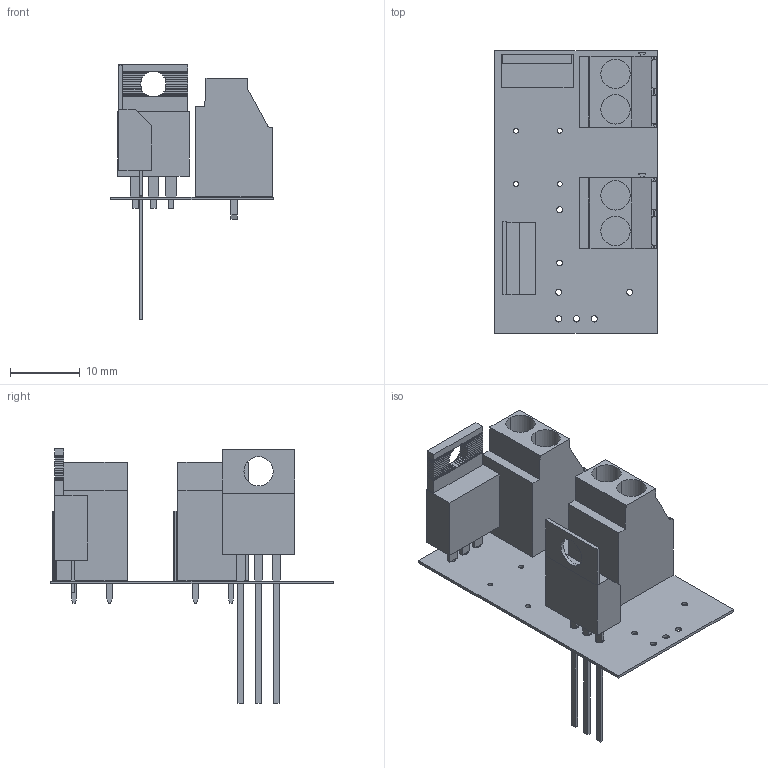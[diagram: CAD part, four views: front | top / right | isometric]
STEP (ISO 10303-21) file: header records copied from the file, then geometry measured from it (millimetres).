
FILE_DESCRIPTION(('Open CASCADE Model'),'2;1');
FILE_NAME('Open CASCADE Shape Model','2023-05-24T02:02:27',('Author'),( 'Open CASCADE'),'Open CASCADE STEP processor 6.8','Open CASCADE 6.8' ,'Unknown');
FILE_SCHEMA(('AUTOMOTIVE_DESIGN { 1 0 10303 214 1 1 1 1 }'));
Length unit declared in the file: millimetre
Products named in the file (1): PCB
Bounding box: 23.24 x 40.39 x 36.46 mm (x, y, z)
Volume: 1359.4 mm3; surface area: 5653.1 mm2
Topology: 47 solids, 177 shells, 447 faces, 2085 edges, 2570 vertices
Faces by surface type: plane 393, cylinder 54
Full cylindrical faces by diameter (mm): 0.7 x4, 0.85 x4, 0.9 x3, 1 x3, 1.28 x3, 1.3 x4, 4.19 x1
Entity records: 24977 total; most frequent: CARTESIAN_POINT 5103, DIRECTION 3281, ORIENTED_EDGE 2046, LINE 1785, VECTOR 1785, EDGE_CURVE 1377, VERTEX_POINT 1154, AXIS2_PLACEMENT_3D 748
